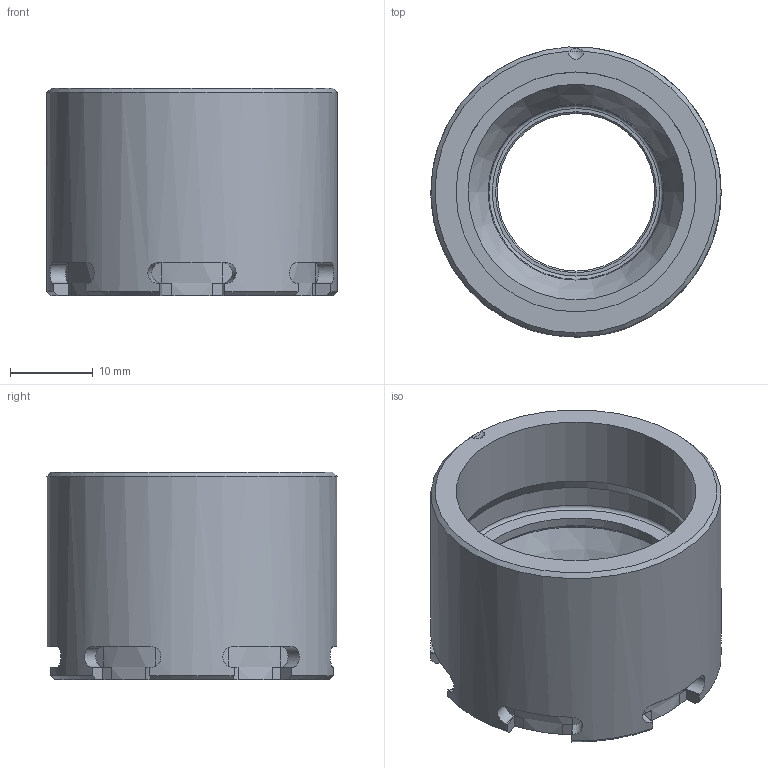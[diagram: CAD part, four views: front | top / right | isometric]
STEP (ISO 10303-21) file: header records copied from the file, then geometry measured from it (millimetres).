
FILE_DESCRIPTION(/* description */ (''),/* implementation_level */ '2;1');
FILE_NAME(/* name */ '352570000.stp',/* time_stamp */ '2022-09-23T09:07:14',/* author */ ('Ratnasingam Jekanthan'),/* organization */ ('REGO-FIX'),/* preprocessor_version */ ' Unknown',/* originating_system */ 'SIEMENS PLM Software Solid Edge ST10',/* authorization */ 'Unknown');
FILE_SCHEMA (('AUTOMOTIVE_DESIGN { 1 0 10303 214 2 1 1}'));
Length unit declared in the file: millimetre
Products named in the file (1): 0016179
Bounding box: 35 x 34.97 x 25 mm (x, y, z)
Volume: 9791 mm3; surface area: 6310 mm2
Topology: 1 solids, 1 shells, 106 faces, 266 edges, 165 vertices
Faces by surface type: plane 59, cylinder 27, cone 16, torus 3, sphere 1
Full cylindrical faces by diameter (mm): 19 x1, 21 x2, 23.5 x1, 26 x1, 28.917 x1, 30.3 x1, 35 x1
Entity records: 3107 total; most frequent: CARTESIAN_POINT 622, DIRECTION 528, ORIENTED_EDGE 480, EDGE_CURVE 240, AXIS2_PLACEMENT_3D 203, VERTEX_POINT 160, EDGE_LOOP 132, FACE_BOUND 132
